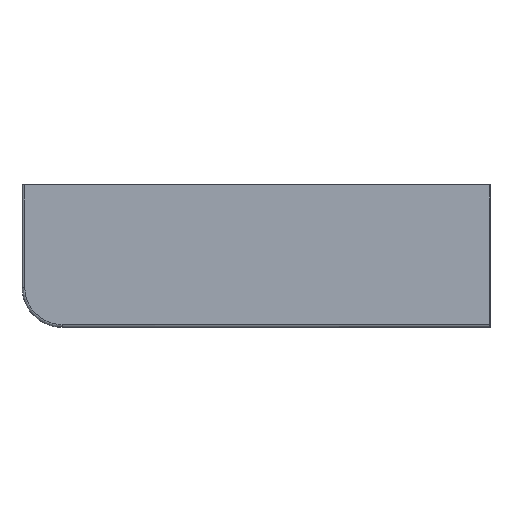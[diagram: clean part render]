
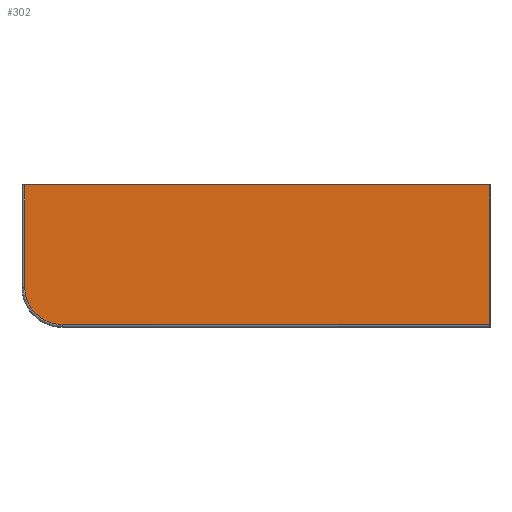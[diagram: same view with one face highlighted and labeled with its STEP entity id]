
A CAD part, top view. The second image highlights one B-rep face of the part: STEP entity #302.
In plain terms, the highlighted face is planar.
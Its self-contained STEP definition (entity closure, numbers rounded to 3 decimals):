
#302=ADVANCED_FACE('',(#823),#9130,.T.);
#823=FACE_OUTER_BOUND('',#1344,.T.);
#1344=EDGE_LOOP('',(#1873,#1874,#1875,#1876,#1877));
#1873=ORIENTED_EDGE('',*,*,#4835,.T.);
#1874=ORIENTED_EDGE('',*,*,#4836,.T.);
#1875=ORIENTED_EDGE('',*,*,#4837,.T.);
#1876=ORIENTED_EDGE('',*,*,#4838,.T.);
#1877=ORIENTED_EDGE('',*,*,#4846,.T.);
#4835=EDGE_CURVE('',#7805,#7806,#7009,.T.);
#4836=EDGE_CURVE('',#7806,#7807,#7010,.T.);
#4837=EDGE_CURVE('',#7807,#7808,#7011,.T.);
#4838=EDGE_CURVE('',#7808,#7809,#7012,.T.);
#4846=EDGE_CURVE('',#7809,#7805,#6314,.T.);
#6314=(
BOUNDED_CURVE()
B_SPLINE_CURVE(2,(#11389,#11390,#11391),.UNSPECIFIED.,.F.,.F.)
B_SPLINE_CURVE_WITH_KNOTS((3,3),(-208.916,0.),.UNSPECIFIED.)
CURVE()
GEOMETRIC_REPRESENTATION_ITEM()
RATIONAL_B_SPLINE_CURVE((1.,0.707,1.))
REPRESENTATION_ITEM('')
);
#7009=B_SPLINE_CURVE_WITH_KNOTS('',1,(#11365,#11366),.UNSPECIFIED.,.F.,
 .F.,(2,2),(0.,1529.),.UNSPECIFIED.);
#7010=B_SPLINE_CURVE_WITH_KNOTS('',1,(#11367,#11368),.UNSPECIFIED.,.F.,
 .F.,(2,2),(0.,499.),.UNSPECIFIED.);
#7011=B_SPLINE_CURVE_WITH_KNOTS('',1,(#11369,#11370),.UNSPECIFIED.,.F.,
 .F.,(2,2),(0.,1662.),.UNSPECIFIED.);
#7012=B_SPLINE_CURVE_WITH_KNOTS('',1,(#11371,#11372),.UNSPECIFIED.,.F.,
 .F.,(2,2),(0.,366.),.UNSPECIFIED.);
#7805=VERTEX_POINT('',#11339);
#7806=VERTEX_POINT('',#11340);
#7807=VERTEX_POINT('',#11341);
#7808=VERTEX_POINT('',#11342);
#7809=VERTEX_POINT('',#11343);
#9130=PLANE('',#9608);
#9608=AXIS2_PLACEMENT_3D('',#10742,#10163,$);
#10163=DIRECTION('',(0.,1.,0.));
#10742=CARTESIAN_POINT('',(-1062.7,20.,-303.9));
#11339=CARTESIAN_POINT('',(-763.5,20.,245.));
#11340=CARTESIAN_POINT('',(765.5,20.,245.));
#11341=CARTESIAN_POINT('',(765.5,20.,-254.));
#11342=CARTESIAN_POINT('',(-896.5,20.,-254.));
#11343=CARTESIAN_POINT('',(-896.5,20.,112.));
#11365=CARTESIAN_POINT('',(-763.5,20.,245.));
#11366=CARTESIAN_POINT('',(765.5,20.,245.));
#11367=CARTESIAN_POINT('',(765.5,20.,245.));
#11368=CARTESIAN_POINT('',(765.5,20.,-254.));
#11369=CARTESIAN_POINT('',(765.5,20.,-254.));
#11370=CARTESIAN_POINT('',(-896.5,20.,-254.));
#11371=CARTESIAN_POINT('',(-896.5,20.,-254.));
#11372=CARTESIAN_POINT('',(-896.5,20.,112.));
#11389=CARTESIAN_POINT('',(-896.5,20.,112.));
#11390=CARTESIAN_POINT('',(-896.5,20.,245.));
#11391=CARTESIAN_POINT('',(-763.5,20.,245.));
